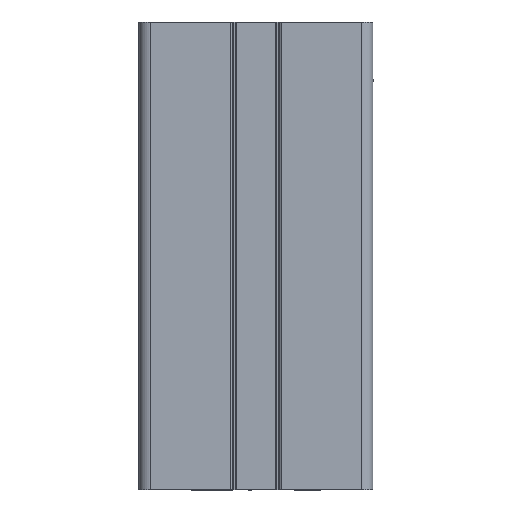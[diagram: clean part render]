
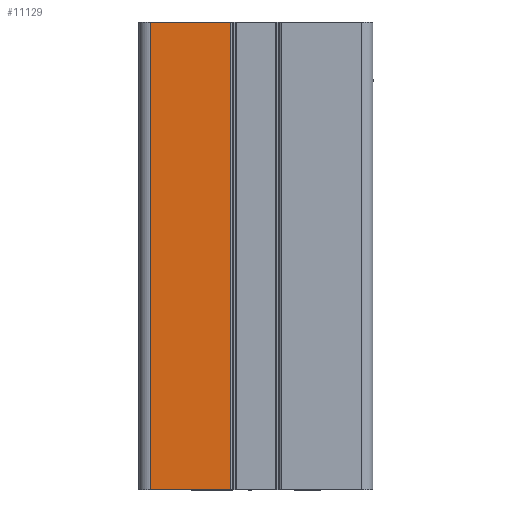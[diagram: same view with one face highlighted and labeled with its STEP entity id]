
A CAD part, front view. The second image highlights one B-rep face of the part: STEP entity #11129.
In plain terms, the highlighted planar face has unit normal (0, -1, 0).
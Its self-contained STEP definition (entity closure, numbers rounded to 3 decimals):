
#477 = LINE ( 'NONE', #1678, #8805 ) ;
#594 = LINE ( 'NONE', #1819, #6645 ) ;
#727 = EDGE_CURVE ( 'NONE', #10458, #5422, #3010, .T. ) ;
#1678 = CARTESIAN_POINT ( 'NONE',  ( 7206.485, 4036.897, 0. ) ) ;
#1800 = CARTESIAN_POINT ( 'NONE',  ( 7206.485, 4036.897, 100. ) ) ;
#1819 = CARTESIAN_POINT ( 'NONE',  ( 7223.585, 4036.897, 100. ) ) ;
#1854 = DIRECTION ( 'NONE',  ( 0., 0., -1. ) ) ;
#2941 = EDGE_CURVE ( 'NONE', #10458, #3998, #477, .T. ) ;
#3010 = LINE ( 'NONE', #6054, #11139 ) ;
#3998 = VERTEX_POINT ( 'NONE', #7161 ) ;
#4289 = VECTOR ( 'NONE', #6748, 1000. ) ;
#4393 = LINE ( 'NONE', #7909, #4289 ) ;
#4730 = ORIENTED_EDGE ( 'NONE', *, *, #727, .F. ) ;
#5327 = AXIS2_PLACEMENT_3D ( 'NONE', #12262, #12176, #12162 ) ;
#5422 = VERTEX_POINT ( 'NONE', #1800 ) ;
#5856 = VERTEX_POINT ( 'NONE', #9859 ) ;
#6007 = DIRECTION ( 'NONE',  ( 0., 0., 1. ) ) ;
#6039 = EDGE_CURVE ( 'NONE', #5422, #5856, #4393, .T. ) ;
#6054 = CARTESIAN_POINT ( 'NONE',  ( 7206.485, 4036.897, 100. ) ) ;
#6645 = VECTOR ( 'NONE', #1854, 1000. ) ;
#6748 = DIRECTION ( 'NONE',  ( 1., 0., 0. ) ) ;
#7161 = CARTESIAN_POINT ( 'NONE',  ( 7223.585, 4036.897, 0. ) ) ;
#7909 = CARTESIAN_POINT ( 'NONE',  ( 7236.628, 4036.897, 100. ) ) ;
#8029 = FACE_OUTER_BOUND ( 'NONE', #12617, .T. ) ;
#8303 = EDGE_CURVE ( 'NONE', #5856, #3998, #594, .T. ) ;
#8373 = DIRECTION ( 'NONE',  ( 1., 0., 0. ) ) ;
#8798 = ORIENTED_EDGE ( 'NONE', *, *, #6039, .F. ) ;
#8805 = VECTOR ( 'NONE', #8373, 1000. ) ;
#9241 = ORIENTED_EDGE ( 'NONE', *, *, #8303, .F. ) ;
#9859 = CARTESIAN_POINT ( 'NONE',  ( 7223.585, 4036.897, 100. ) ) ;
#10309 = ORIENTED_EDGE ( 'NONE', *, *, #2941, .T. ) ;
#10458 = VERTEX_POINT ( 'NONE', #10768 ) ;
#10768 = CARTESIAN_POINT ( 'NONE',  ( 7206.485, 4036.897, 0. ) ) ;
#11129 = ADVANCED_FACE ( 'NONE', ( #8029 ), #12200, .F. ) ;
#11139 = VECTOR ( 'NONE', #6007, 1000. ) ;
#12162 = DIRECTION ( 'NONE',  ( 0., 0., 1. ) ) ;
#12176 = DIRECTION ( 'NONE',  ( 0., 1., 0. ) ) ;
#12200 = PLANE ( 'NONE',  #5327 ) ;
#12262 = CARTESIAN_POINT ( 'NONE',  ( 7206.485, 4036.897, 100. ) ) ;
#12617 = EDGE_LOOP ( 'NONE', ( #9241, #8798, #4730, #10309 ) ) ;
